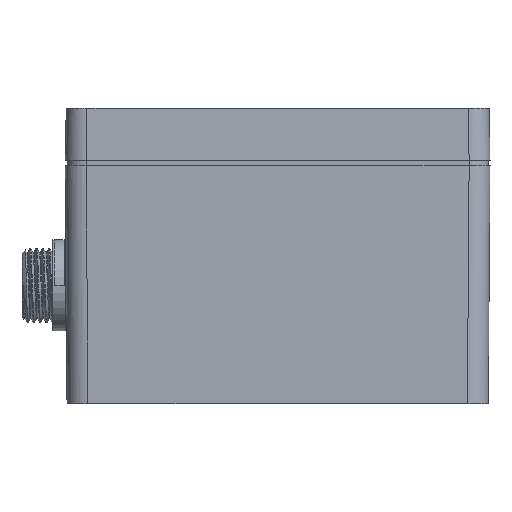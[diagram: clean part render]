
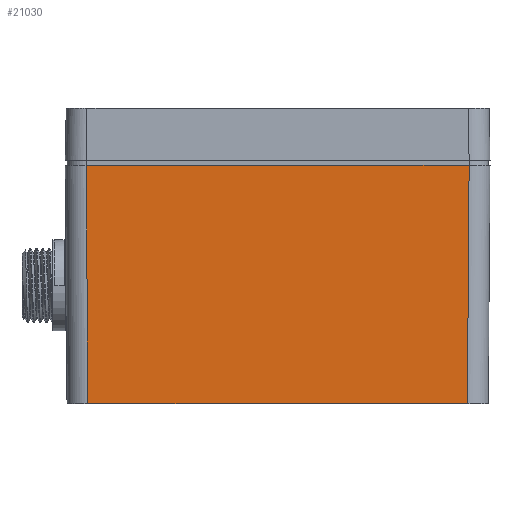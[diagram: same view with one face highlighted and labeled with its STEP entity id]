
A CAD part, left-side view. The second image highlights one B-rep face of the part: STEP entity #21030.
In plain terms, the highlighted planar face has unit normal (-1, 0, -0.007).
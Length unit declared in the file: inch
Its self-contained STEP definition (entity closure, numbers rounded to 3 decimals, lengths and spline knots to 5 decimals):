
#32 = EDGE_CURVE ( 'NONE', #1295, #14227, #15619, .T. ) ;
#109 = CARTESIAN_POINT ( 'NONE',  ( -2.34313, 2.14629, -2.67272 ) ) ;
#479 = CARTESIAN_POINT ( 'NONE',  ( -2.36417, 2.59843, 0.21063 ) ) ;
#560 = CARTESIAN_POINT ( 'NONE',  ( -2.34252, 2.59843, -2.75591 ) ) ;
#963 = CARTESIAN_POINT ( 'NONE',  ( -2.34252, 2.14598, -2.75591 ) ) ;
#1029 = CARTESIAN_POINT ( 'NONE',  ( -2.35238, 2.15554, -1.40439 ) ) ;
#1295 = VERTEX_POINT ( 'NONE', #14156 ) ;
#1935 = CARTESIAN_POINT ( 'NONE',  ( -2.35238, 2.15554, -1.40439 ) ) ;
#2176 = AXIS2_PLACEMENT_3D ( 'NONE', #479, #18688, #8721 ) ;
#2801 = CARTESIAN_POINT ( 'NONE',  ( -2.34252, -2.14572, -2.75591 ) ) ;
#2925 = ORIENTED_EDGE ( 'NONE', *, *, #24410, .T. ) ;
#2949 = ORIENTED_EDGE ( 'NONE', *, *, #10801, .F. ) ;
#3640 = CARTESIAN_POINT ( 'NONE',  ( -2.35072, 2.15388, -1.63281 ) ) ;
#4220 = CARTESIAN_POINT ( 'NONE',  ( -2.35566, 2.15882, -0.95595 ) ) ;
#4267 = B_SPLINE_CURVE_WITH_KNOTS ( 'NONE', 3,
 ( #109, #9972, #12135, #24541, #22373 ),
 .UNSPECIFIED., .F., .F.,
 ( 4, 1, 4 ),
 ( 0.84572, 0.92475, 1. ),
 .UNSPECIFIED. ) ;
#4681 = CARTESIAN_POINT ( 'NONE',  ( -2.34908, -2.15227, -1.85696 ) ) ;
#5105 = ORIENTED_EDGE ( 'NONE', *, *, #19064, .T. ) ;
#5120 = DIRECTION ( 'NONE',  ( 0., -1., 0. ) ) ;
#6189 = CARTESIAN_POINT ( 'NONE',  ( -2.35238, 2.15554, -1.40439 ) ) ;
#7004 = VERTEX_POINT ( 'NONE', #13510 ) ;
#7567 = EDGE_CURVE ( 'NONE', #1295, #7004, #21552, .T. ) ;
#8721 = DIRECTION ( 'NONE',  ( -0.007, 0., 1. ) ) ;
#9583 = VERTEX_POINT ( 'NONE', #963 ) ;
#9854 = CARTESIAN_POINT ( 'NONE',  ( -2.34738, 2.15054, -2.08964 ) ) ;
#9972 = CARTESIAN_POINT ( 'NONE',  ( -2.34302, 2.14622, -2.68692 ) ) ;
#10743 = FACE_OUTER_BOUND ( 'NONE', #23616, .T. ) ;
#10801 = EDGE_CURVE ( 'NONE', #7004, #26532, #11932, .T. ) ;
#11142 = ORIENTED_EDGE ( 'NONE', *, *, #23309, .T. ) ;
#11460 = VECTOR ( 'NONE', #13114, 39.37008 ) ;
#11509 = VERTEX_POINT ( 'NONE', #9854 ) ;
#11584 = DIRECTION ( 'NONE',  ( 0., -1., 0. ) ) ;
#11932 = B_SPLINE_CURVE_WITH_KNOTS ( 'NONE', 3,
 ( #23571, #19245, #4681, #2801 ),
 .UNSPECIFIED., .F., .F.,
 ( 4, 4 ),
 ( 0., 1. ),
 .UNSPECIFIED. ) ;
#12135 = CARTESIAN_POINT ( 'NONE',  ( -2.34282, 2.14609, -2.71465 ) ) ;
#13114 = DIRECTION ( 'NONE',  ( 0.007, -0.007, -1. ) ) ;
#13510 = CARTESIAN_POINT ( 'NONE',  ( -2.3622, -2.16536, -0.05906 ) ) ;
#14156 = CARTESIAN_POINT ( 'NONE',  ( -2.3622, 2.16536, -0.05906 ) ) ;
#14227 = VERTEX_POINT ( 'NONE', #1029 ) ;
#14576 = ORIENTED_EDGE ( 'NONE', *, *, #19191, .T. ) ;
#15547 = LINE ( 'NONE', #23355, #11460 ) ;
#15569 = B_SPLINE_CURVE_WITH_KNOTS ( 'NONE', 3,
 ( #6189, #3640, #20475, #16314 ),
 .UNSPECIFIED., .F., .F.,
 ( 4, 4 ),
 ( 0., 1. ),
 .UNSPECIFIED. ) ;
#15603 = VERTEX_POINT ( 'NONE', #16998 ) ;
#15619 = B_SPLINE_CURVE_WITH_KNOTS ( 'NONE', 3,
 ( #21492, #24336, #4220, #1935 ),
 .UNSPECIFIED., .F., .F.,
 ( 4, 4 ),
 ( 0., 1. ),
 .UNSPECIFIED. ) ;
#16314 = CARTESIAN_POINT ( 'NONE',  ( -2.34738, 2.15054, -2.08964 ) ) ;
#16998 = CARTESIAN_POINT ( 'NONE',  ( -2.34313, 2.14629, -2.67272 ) ) ;
#17781 = CARTESIAN_POINT ( 'NONE',  ( -2.3622, -2.88189, -0.05906 ) ) ;
#17869 = VECTOR ( 'NONE', #11584, 39.37008 ) ;
#18688 = DIRECTION ( 'NONE',  ( -1., 0., -0.007 ) ) ;
#18962 = PLANE ( 'NONE',  #2176 ) ;
#18994 = ORIENTED_EDGE ( 'NONE', *, *, #7567, .F. ) ;
#19047 = LINE ( 'NONE', #560, #24839 ) ;
#19064 = EDGE_CURVE ( 'NONE', #15603, #9583, #4267, .T. ) ;
#19191 = EDGE_CURVE ( 'NONE', #14227, #11509, #15569, .T. ) ;
#19245 = CARTESIAN_POINT ( 'NONE',  ( -2.35564, -2.15881, -0.95801 ) ) ;
#20475 = CARTESIAN_POINT ( 'NONE',  ( -2.34905, 2.15221, -1.86122 ) ) ;
#21030 = ADVANCED_FACE ( 'NONE', ( #10743 ), #18962, .T. ) ;
#21492 = CARTESIAN_POINT ( 'NONE',  ( -2.3622, 2.16536, -0.05906 ) ) ;
#21552 = LINE ( 'NONE', #17781, #17869 ) ;
#22373 = CARTESIAN_POINT ( 'NONE',  ( -2.34252, 2.14598, -2.75591 ) ) ;
#22462 = ORIENTED_EDGE ( 'NONE', *, *, #32, .T. ) ;
#23309 = EDGE_CURVE ( 'NONE', #11509, #15603, #15547, .T. ) ;
#23355 = CARTESIAN_POINT ( 'NONE',  ( -2.36233, 2.16548, -0.04216 ) ) ;
#23571 = CARTESIAN_POINT ( 'NONE',  ( -2.3622, -2.16536, -0.05906 ) ) ;
#23616 = EDGE_LOOP ( 'NONE', ( #18994, #22462, #14576, #11142, #5105, #2925, #2949 ) ) ;
#24336 = CARTESIAN_POINT ( 'NONE',  ( -2.35893, 2.16209, -0.5075 ) ) ;
#24410 = EDGE_CURVE ( 'NONE', #9583, #26532, #19047, .T. ) ;
#24541 = CARTESIAN_POINT ( 'NONE',  ( -2.34262, 2.14602, -2.74238 ) ) ;
#24839 = VECTOR ( 'NONE', #5120, 39.37008 ) ;
#26458 = CARTESIAN_POINT ( 'NONE',  ( -2.34252, -2.14572, -2.75591 ) ) ;
#26532 = VERTEX_POINT ( 'NONE', #26458 ) ;
